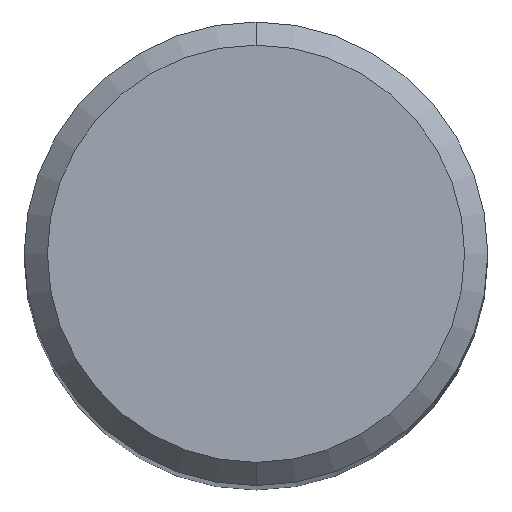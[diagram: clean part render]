
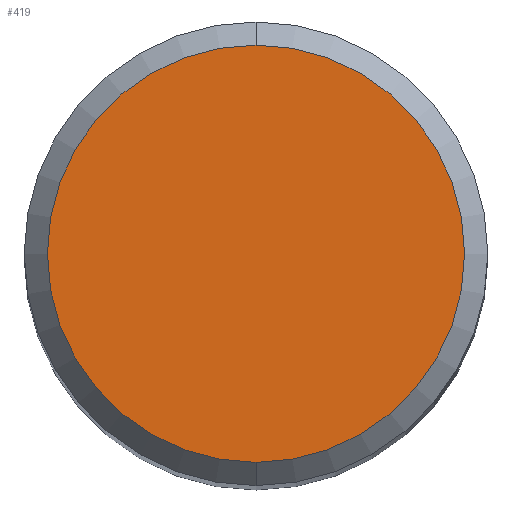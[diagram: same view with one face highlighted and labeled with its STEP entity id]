
A CAD part, top view. The second image highlights one B-rep face of the part: STEP entity #419.
In plain terms, the highlighted planar face has unit normal (0, 0, 1).
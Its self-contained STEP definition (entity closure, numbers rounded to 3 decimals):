
#363=EDGE_CURVE('',#435,#423,#687,.T.);
#373=EDGE_CURVE('',#423,#435,#698,.T.);
#419=ADVANCED_FACE('',(#748),#749,.T.);
#423=VERTEX_POINT('',#754);
#435=VERTEX_POINT('',#766);
#687=CIRCLE('',#1185,4.5);
#698=CIRCLE('',#1215,4.5);
#748=FACE_OUTER_BOUND('',#1341,.T.);
#749=PLANE('',#1342);
#754=CARTESIAN_POINT('',(0.,-4.5,0.0));
#766=CARTESIAN_POINT('',(0.0,4.5,0.0));
#1185=AXIS2_PLACEMENT_3D('',#1695,#1696,#1697);
#1215=AXIS2_PLACEMENT_3D('',#1707,#1708,#1709);
#1341=EDGE_LOOP('',(#1764,#1765));
#1342=AXIS2_PLACEMENT_3D('',#1766,#1767,#1768);
#1695=CARTESIAN_POINT('',(0.0,0.0,0.0));
#1696=DIRECTION('',(0.0,0.0,-1.0));
#1697=DIRECTION('',(0.0,1.0,0.0));
#1707=CARTESIAN_POINT('',(0.0,0.0,0.0));
#1708=DIRECTION('',(0.0,0.0,-1.0));
#1709=DIRECTION('',(0.0,1.0,0.0));
#1764=ORIENTED_EDGE('',*,*,#363,.F.);
#1765=ORIENTED_EDGE('',*,*,#373,.F.);
#1766=CARTESIAN_POINT('',(0.0,2.25,0.0));
#1767=DIRECTION('',(-0.0,0.0,1.0));
#1768=DIRECTION('',(0.0,-1.0,0.0));
